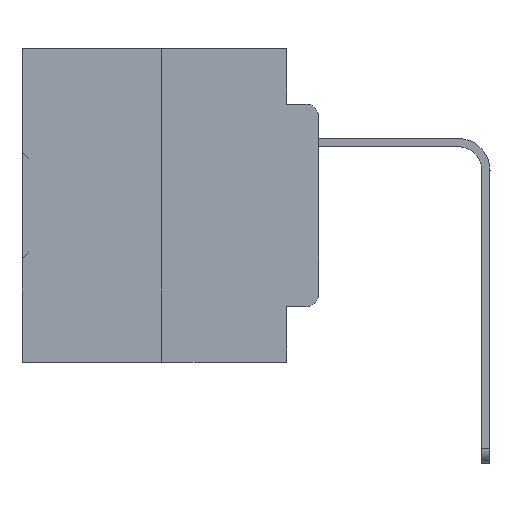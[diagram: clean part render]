
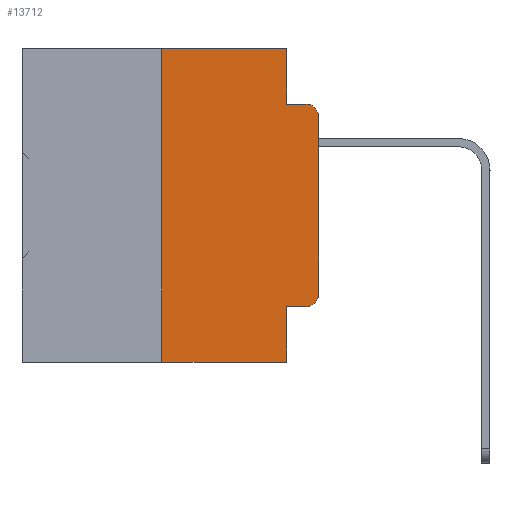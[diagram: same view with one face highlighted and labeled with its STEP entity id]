
A CAD part, left-side view. The second image highlights one B-rep face of the part: STEP entity #13712.
In plain terms, the highlighted planar face has unit normal (-1, 0, 0).
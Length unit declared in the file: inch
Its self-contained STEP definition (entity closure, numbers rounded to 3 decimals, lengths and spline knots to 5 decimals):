
#267 = ORIENTED_EDGE ( 'NONE', *, *, #17653, .F. ) ;
#1340 = CIRCLE ( 'NONE', #13102, 0.02 ) ;
#1574 = VERTEX_POINT ( 'NONE', #24230 ) ;
#2930 = VECTOR ( 'NONE', #24629, 39.37008 ) ;
#3193 = ORIENTED_EDGE ( 'NONE', *, *, #17068, .T. ) ;
#3469 = LINE ( 'NONE', #25930, #19793 ) ;
#3586 = CARTESIAN_POINT ( 'NONE',  ( 0., 0., 0. ) ) ;
#4896 = VERTEX_POINT ( 'NONE', #27745 ) ;
#5055 = ORIENTED_EDGE ( 'NONE', *, *, #14292, .F. ) ;
#5458 = ORIENTED_EDGE ( 'NONE', *, *, #17999, .T. ) ;
#5603 = VECTOR ( 'NONE', #28008, 39.37008 ) ;
#5659 = VECTOR ( 'NONE', #29097, 39.37008 ) ;
#6265 = DIRECTION ( 'NONE',  ( 0., 0., -1. ) ) ;
#6520 = DIRECTION ( 'NONE',  ( -1., 0., 0. ) ) ;
#8051 = EDGE_CURVE ( 'NONE', #14002, #12397, #26783, .T. ) ;
#8711 = LINE ( 'NONE', #3586, #22786 ) ;
#8965 = CARTESIAN_POINT ( 'NONE',  ( 0., 0.051, -0.5 ) ) ;
#9015 = CARTESIAN_POINT ( 'NONE',  ( 0., 0.051, 0. ) ) ;
#9084 = ORIENTED_EDGE ( 'NONE', *, *, #18396, .T. ) ;
#10868 = CARTESIAN_POINT ( 'NONE',  ( 0., 0.25, 0. ) ) ;
#10989 = DIRECTION ( 'NONE',  ( 1., 0., 0. ) ) ;
#11185 = VERTEX_POINT ( 'NONE', #8965 ) ;
#11321 = VECTOR ( 'NONE', #35588, 39.37008 ) ;
#11592 = DIRECTION ( 'NONE',  ( 0., 0., 1. ) ) ;
#11778 = VECTOR ( 'NONE', #13152, 39.37008 ) ;
#12397 = VERTEX_POINT ( 'NONE', #13171 ) ;
#13009 = VERTEX_POINT ( 'NONE', #35783 ) ;
#13102 = AXIS2_PLACEMENT_3D ( 'NONE', #14589, #34298, #26392 ) ;
#13152 = DIRECTION ( 'NONE',  ( 0., -1., 0. ) ) ;
#13171 = CARTESIAN_POINT ( 'NONE',  ( 0., 0.051, -0.0885 ) ) ;
#13712 = ADVANCED_FACE ( 'NONE', ( #29448 ), #33061, .F. ) ;
#13972 = LINE ( 'NONE', #33522, #2930 ) ;
#14002 = VERTEX_POINT ( 'NONE', #9015 ) ;
#14060 = VERTEX_POINT ( 'NONE', #26731 ) ;
#14292 = EDGE_CURVE ( 'NONE', #12397, #13009, #17093, .T. ) ;
#14589 = CARTESIAN_POINT ( 'NONE',  ( 0., 0.02, -0.1085 ) ) ;
#14867 = VECTOR ( 'NONE', #36101, 39.37008 ) ;
#15396 = CARTESIAN_POINT ( 'NONE',  ( 0., 0.051, -0.4115 ) ) ;
#15425 = VERTEX_POINT ( 'NONE', #22019 ) ;
#15590 = CARTESIAN_POINT ( 'NONE',  ( 0., 0.25, 0. ) ) ;
#16206 = DIRECTION ( 'NONE',  ( 0., 0., -1. ) ) ;
#17068 = EDGE_CURVE ( 'NONE', #18811, #14060, #20626, .T. ) ;
#17093 = LINE ( 'NONE', #30305, #11321 ) ;
#17653 = EDGE_CURVE ( 'NONE', #18811, #11185, #22321, .T. ) ;
#17808 = DIRECTION ( 'NONE',  ( 0., -1., 0. ) ) ;
#17999 = EDGE_CURVE ( 'NONE', #1574, #4896, #8711, .T. ) ;
#18396 = EDGE_CURVE ( 'NONE', #15425, #11185, #13972, .T. ) ;
#18715 = EDGE_CURVE ( 'NONE', #14060, #1574, #36407, .T. ) ;
#18811 = VERTEX_POINT ( 'NONE', #15396 ) ;
#19334 = EDGE_LOOP ( 'NONE', ( #5458, #24274, #5055, #19647, #22289, #25549, #9084, #267, #3193, #30083 ) ) ;
#19484 = CARTESIAN_POINT ( 'NONE',  ( 0., 0.473, 0. ) ) ;
#19609 = CARTESIAN_POINT ( 'NONE',  ( 0., 0.051, 0. ) ) ;
#19647 = ORIENTED_EDGE ( 'NONE', *, *, #8051, .F. ) ;
#19793 = VECTOR ( 'NONE', #17808, 39.37008 ) ;
#20056 = CARTESIAN_POINT ( 'NONE',  ( 0., 0.02, -0.3915 ) ) ;
#20626 = LINE ( 'NONE', #35577, #11778 ) ;
#22019 = CARTESIAN_POINT ( 'NONE',  ( 0., 0.25, -0.5 ) ) ;
#22289 = ORIENTED_EDGE ( 'NONE', *, *, #24319, .F. ) ;
#22321 = LINE ( 'NONE', #19609, #5603 ) ;
#22786 = VECTOR ( 'NONE', #11592, 39.37008 ) ;
#23404 = AXIS2_PLACEMENT_3D ( 'NONE', #20056, #6520, #6265 ) ;
#24230 = CARTESIAN_POINT ( 'NONE',  ( 0., 0., -0.3915 ) ) ;
#24274 = ORIENTED_EDGE ( 'NONE', *, *, #32948, .T. ) ;
#24319 = EDGE_CURVE ( 'NONE', #31475, #14002, #3469, .T. ) ;
#24629 = DIRECTION ( 'NONE',  ( 0., -1., 0. ) ) ;
#25356 = EDGE_CURVE ( 'NONE', #15425, #31475, #36026, .T. ) ;
#25549 = ORIENTED_EDGE ( 'NONE', *, *, #25356, .F. ) ;
#25930 = CARTESIAN_POINT ( 'NONE',  ( 0., 0.473, 0. ) ) ;
#26392 = DIRECTION ( 'NONE',  ( 0., 0., -1. ) ) ;
#26731 = CARTESIAN_POINT ( 'NONE',  ( 0., 0.02, -0.4115 ) ) ;
#26783 = LINE ( 'NONE', #34644, #5659 ) ;
#27745 = CARTESIAN_POINT ( 'NONE',  ( 0., 0., -0.1085 ) ) ;
#28008 = DIRECTION ( 'NONE',  ( 0., 0., -1. ) ) ;
#29097 = DIRECTION ( 'NONE',  ( 0., 0., -1. ) ) ;
#29448 = FACE_OUTER_BOUND ( 'NONE', #19334, .T. ) ;
#30083 = ORIENTED_EDGE ( 'NONE', *, *, #18715, .T. ) ;
#30305 = CARTESIAN_POINT ( 'NONE',  ( 0., 0.051, -0.0885 ) ) ;
#31475 = VERTEX_POINT ( 'NONE', #15590 ) ;
#32948 = EDGE_CURVE ( 'NONE', #4896, #13009, #1340, .T. ) ;
#33061 = PLANE ( 'NONE',  #33558 ) ;
#33522 = CARTESIAN_POINT ( 'NONE',  ( 0., 0.473, -0.5 ) ) ;
#33558 = AXIS2_PLACEMENT_3D ( 'NONE', #19484, #10989, #16206 ) ;
#34298 = DIRECTION ( 'NONE',  ( -1., 0., 0. ) ) ;
#34644 = CARTESIAN_POINT ( 'NONE',  ( 0., 0.051, 0. ) ) ;
#35577 = CARTESIAN_POINT ( 'NONE',  ( 0., 0.051, -0.4115 ) ) ;
#35588 = DIRECTION ( 'NONE',  ( 0., -1., 0. ) ) ;
#35783 = CARTESIAN_POINT ( 'NONE',  ( 0., 0.02, -0.0885 ) ) ;
#36026 = LINE ( 'NONE', #10868, #14867 ) ;
#36101 = DIRECTION ( 'NONE',  ( 0., 0., 1. ) ) ;
#36407 = CIRCLE ( 'NONE', #23404, 0.02 ) ;
